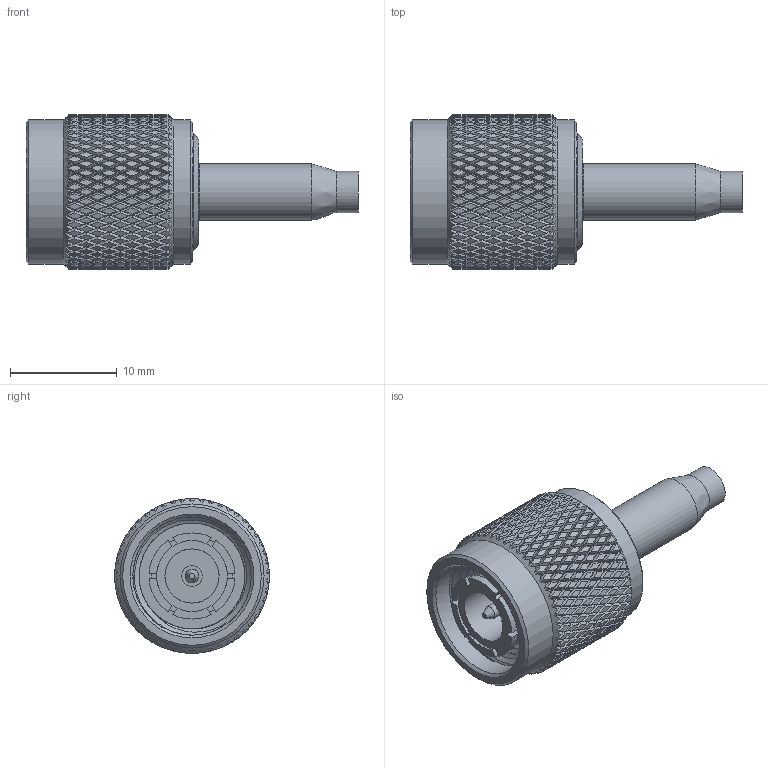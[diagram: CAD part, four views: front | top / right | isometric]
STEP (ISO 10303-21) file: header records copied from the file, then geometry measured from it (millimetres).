
FILE_DESCRIPTION (( 'STEP AP203' ), '1' );
FILE_NAME ('PE45161 ¦ PE4302.step', '2019-12-11T19:00:52', ( '' ), ( '' ), 'SwSTEP 2.0', 'SolidWorks 2018', '' );
FILE_SCHEMA (( 'CONFIG_CONTROL_DESIGN' ));
Products named in the file (1): PE45161 ｦ PE4302
Bounding box: 31.15 x 14.5 x 14.5 mm (x, y, z)
Volume: 2153.1 mm3; surface area: 2805.5 mm2
Topology: 3 solids, 3 shells, 2596 faces, 5484 edges, 2901 vertices
Faces by surface type: bspline 2005, cylinder 538, plane 38, cone 15
Full cylindrical faces by diameter (mm): 1.27 x1, 1.905 x1, 2.692 x1, 3 x1, 3.708 x1, 3.864 x1, 4.4 x1, 5.08 x1, 5.264 x1, 7.569 x1, 11.036 x1, 11.112 x6, 13.513 x2
Entity records: 99882 total; most frequent: CARTESIAN_POINT 67164, ORIENTED_EDGE 10876, EDGE_CURVE 5438, VERTEX_POINT 2885, EDGE_LOOP 2623, FACE_OUTER_BOUND 2606, ADVANCED_FACE 2590, B_SPLINE_CURVE_WITH_KNOTS 2270
